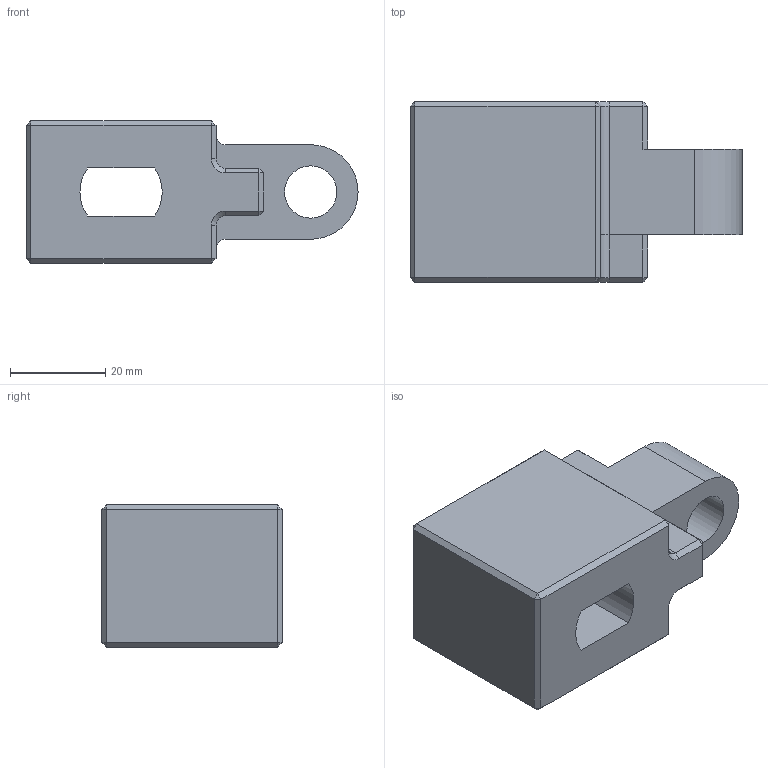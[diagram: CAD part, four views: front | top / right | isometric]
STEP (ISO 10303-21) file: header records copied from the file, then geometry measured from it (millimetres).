
FILE_DESCRIPTION(('FreeCAD Model'),'2;1');
FILE_NAME('Trottinette - Support moteur.step', '2018-04-26T08:51:43',('Author'),(''), 'Open CASCADE STEP processor 7.2','FreeCAD','Unknown');
FILE_SCHEMA(('AUTOMOTIVE_DESIGN { 1 0 10303 214 1 1 1 1 }'));
Length unit declared in the file: millimetre
Products named in the file (1): Chamfer
Bounding box: 69.85 x 38 x 30 mm (x, y, z)
Volume: 50389 mm3; surface area: 11771.9 mm2
Topology: 1 solids, 1 shells, 65 faces, 149 edges, 86 vertices
Faces by surface type: plane 53, cylinder 8, cone 4
Full cylindrical faces by diameter (mm): 11 x1
Entity records: 4190 total; most frequent: CARTESIAN_POINT 701, DIRECTION 562, LINE 387, VECTOR 387, ORIENTED_EDGE 298, PCURVE 298, DEFINITIONAL_REPRESENTATION 298, EDGE_CURVE 149
